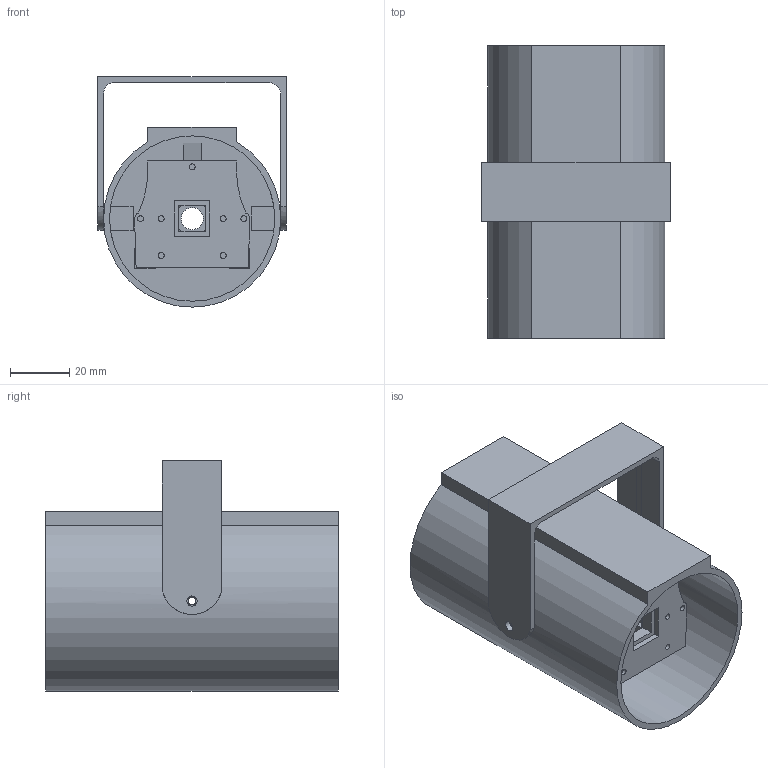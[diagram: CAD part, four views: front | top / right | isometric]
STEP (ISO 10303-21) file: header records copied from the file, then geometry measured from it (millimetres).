
FILE_DESCRIPTION(/* description */ (''),/* implementation_level */ '2;1');
FILE_NAME(/* name */ 'PyPotter IR Camera.step',/* time_stamp */ '2020-01-11T10:29:53-05:00',/* author */ (''),/* organization */ (''),/* preprocessor_version */ 'ST-DEVELOPER v18',/* originating_system */ 'Autodesk Translation Framework v8.12.0.6',/* authorisation */ '');
FILE_SCHEMA (('AUTOMOTIVE_DESIGN { 1 0 10303 214 3 1 1 }'));
Length unit declared in the file: millimetre
Products named in the file (1): Camera Holder
Bounding box: 63.88 x 99 x 78 mm (x, y, z)
Volume: 74527.7 mm3; surface area: 63375.4 mm2
Topology: 3 solids, 3 shells, 181 faces, 496 edges, 331 vertices
Faces by surface type: plane 116, cylinder 57, bspline 6, cone 2
Full cylindrical faces by diameter (mm): 2 x15, 2.6 x2, 3.1 x3, 3.5 x5, 9.526 x5, 11.193 x5, 13 x1, 56 x1
Entity records: 7642 total; most frequent: CARTESIAN_POINT 2898, ORIENTED_EDGE 992, DIRECTION 913, EDGE_CURVE 496, LINE 345, VECTOR 345, VERTEX_POINT 331, AXIS2_PLACEMENT_3D 284
